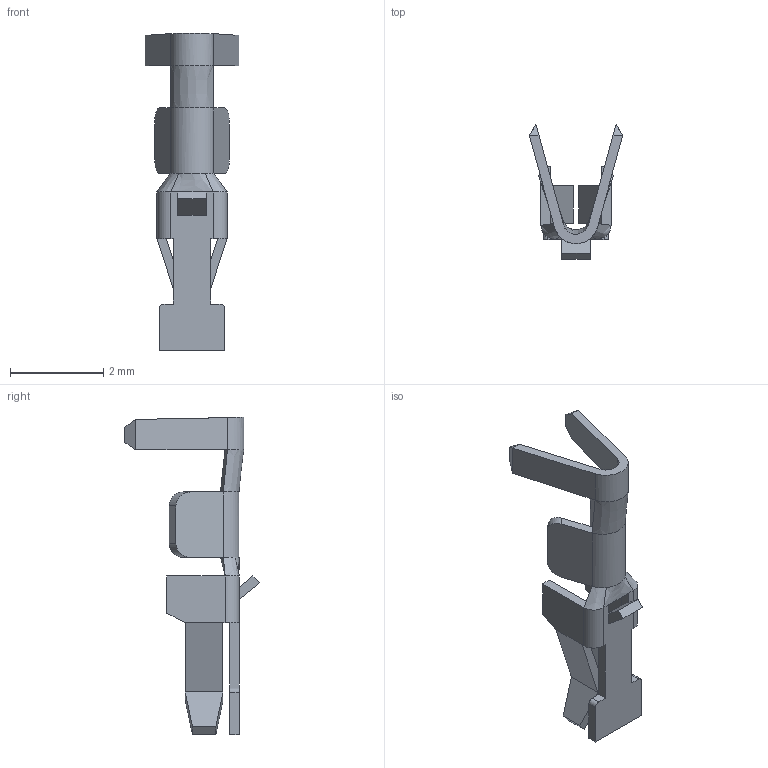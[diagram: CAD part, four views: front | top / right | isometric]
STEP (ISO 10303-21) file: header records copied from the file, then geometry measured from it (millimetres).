
FILE_DESCRIPTION(/* description */ (''),/* implementation_level */ '2;1');
FILE_NAME(/* name */ '522-01-2-xx.stp',/* time_stamp */ '2025-11-13T11:10:49+01:00',/* author */ ('Andreas.Larin'),/* organization */ (''),/* preprocessor_version */ 'ST-DEVELOPER v20',/* originating_system */ 'Autodesk Inventor 2025',/* authorisation */ '');
FILE_SCHEMA (('AUTOMOTIVE_DESIGN { 1 0 10303 214 3 1 1 }'));
Length unit declared in the file: millimetre
Products named in the file (1): 522-01-2-xx
Bounding box: 2 x 2.88 x 6.8 mm (x, y, z)
Volume: 3.9 mm3; surface area: 48.7 mm2
Topology: 1 solids, 1 shells, 97 faces, 239 edges, 142 vertices
Faces by surface type: plane 70, cylinder 15, bspline 12
Entity records: 3050 total; most frequent: CARTESIAN_POINT 757, ORIENTED_EDGE 478, DIRECTION 441, EDGE_CURVE 239, LINE 197, VECTOR 197, VERTEX_POINT 142, AXIS2_PLACEMENT_3D 122
